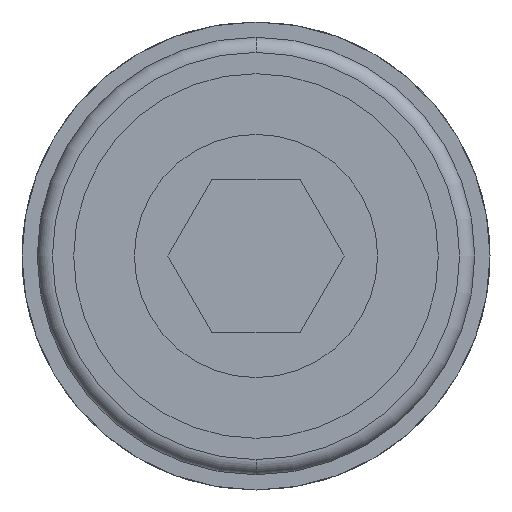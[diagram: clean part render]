
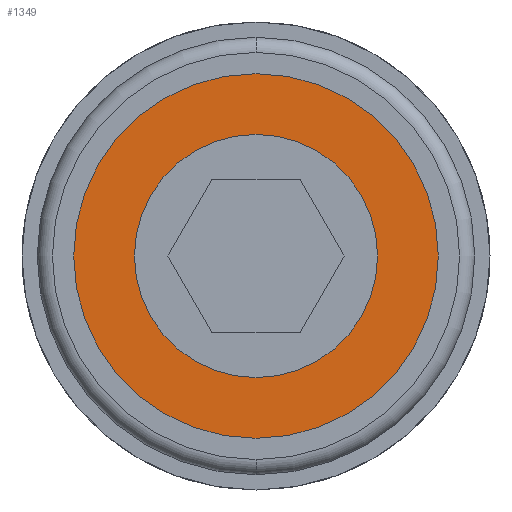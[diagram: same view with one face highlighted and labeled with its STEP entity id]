
A CAD part, front view. The second image highlights one B-rep face of the part: STEP entity #1349.
In plain terms, the highlighted planar face has unit normal (0, -1, 0).
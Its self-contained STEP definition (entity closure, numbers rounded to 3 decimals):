
#28 = CARTESIAN_POINT ( 'NONE',  ( 0., -45.5, 0. ) ) ;
#30 = CARTESIAN_POINT ( 'NONE',  ( 0., -45.5, -4. ) ) ;
#370 = CARTESIAN_POINT ( 'NONE',  ( 0., -45.5, 4. ) ) ;
#422 = AXIS2_PLACEMENT_3D ( 'NONE', #11276, #3954, #1326 ) ;
#506 = CARTESIAN_POINT ( 'NONE',  ( 0., -45.5, -6. ) ) ;
#510 = EDGE_LOOP ( 'NONE', ( #829, #9955 ) ) ;
#630 = CIRCLE ( 'NONE', #422, 4. ) ;
#672 = CIRCLE ( 'NONE', #9297, 4. ) ;
#829 = ORIENTED_EDGE ( 'NONE', *, *, #7052, .F. ) ;
#1326 = DIRECTION ( 'NONE',  ( 0., 0., 1. ) ) ;
#1349 = ADVANCED_FACE ( 'Defeature ausgef�hrt2_1', ( #5641, #3158 ), #6700, .F. ) ;
#1812 = EDGE_CURVE ( 'Defeature ausgef�hrt2_12+Defeature ausgef�hrt2_1+Defeature ausgef�hrt2_1+Defeature ausgef�hrt2_1', #11128, #4539, #9761, .T. ) ;
#2705 = VERTEX_POINT ( 'NONE', #370 ) ;
#2923 = CARTESIAN_POINT ( 'NONE',  ( 6., -45.5, 0. ) ) ;
#3151 = EDGE_CURVE ( 'Defeature ausgef�hrt2_12+Defeature ausgef�hrt2_1+Defeature ausgef�hrt2_1+Defeature ausgef�hrt2_1', #4539, #11128, #9780, .T. ) ;
#3158 = FACE_BOUND ( 'NONE', #510, .T. ) ;
#3608 = DIRECTION ( 'NONE',  ( 0., 0., 1. ) ) ;
#3863 = DIRECTION ( 'NONE',  ( 0., 1., 0. ) ) ;
#3954 = DIRECTION ( 'NONE',  ( 0., -1., 0. ) ) ;
#4539 = VERTEX_POINT ( 'NONE', #10242 ) ;
#4817 = CARTESIAN_POINT ( 'NONE',  ( 0., -45.5, 0. ) ) ;
#5218 = VERTEX_POINT ( 'NONE', #30 ) ;
#5330 = CARTESIAN_POINT ( 'NONE',  ( 0., -45.5, 0. ) ) ;
#5641 = FACE_OUTER_BOUND ( 'NONE', #7042, .T. ) ;
#5824 = AXIS2_PLACEMENT_3D ( 'NONE', #28, #8284, #3608 ) ;
#6576 = DIRECTION ( 'NONE',  ( 0., 0., 1. ) ) ;
#6700 = PLANE ( 'NONE',  #7514 ) ;
#7042 = EDGE_LOOP ( 'NONE', ( #8216, #11704 ) ) ;
#7052 = EDGE_CURVE ( 'Defeature ausgef�hrt2_11+Defeature ausgef�hrt2_1+Defeature ausgef�hrt2_1+Defeature ausgef�hrt2_1', #2705, #5218, #630, .T. ) ;
#7514 = AXIS2_PLACEMENT_3D ( 'NONE', #2923, #3863, #6576 ) ;
#8021 = DIRECTION ( 'NONE',  ( 0., 1., 0. ) ) ;
#8216 = ORIENTED_EDGE ( 'NONE', *, *, #3151, .F. ) ;
#8284 = DIRECTION ( 'NONE',  ( 0., 1., 0. ) ) ;
#8681 = DIRECTION ( 'NONE',  ( 0., -1., 0. ) ) ;
#9218 = AXIS2_PLACEMENT_3D ( 'NONE', #5330, #8021, #10676 ) ;
#9297 = AXIS2_PLACEMENT_3D ( 'NONE', #4817, #8681, #9577 ) ;
#9577 = DIRECTION ( 'NONE',  ( 0., 0., 1. ) ) ;
#9761 = CIRCLE ( 'NONE', #5824, 6. ) ;
#9780 = CIRCLE ( 'NONE', #9218, 6. ) ;
#9955 = ORIENTED_EDGE ( 'NONE', *, *, #11484, .F. ) ;
#10242 = CARTESIAN_POINT ( 'NONE',  ( 0., -45.5, 6. ) ) ;
#10676 = DIRECTION ( 'NONE',  ( 0., 0., 1. ) ) ;
#11128 = VERTEX_POINT ( 'NONE', #506 ) ;
#11276 = CARTESIAN_POINT ( 'NONE',  ( 0., -45.5, 0. ) ) ;
#11484 = EDGE_CURVE ( 'Defeature ausgef�hrt2_11+Defeature ausgef�hrt2_1+Defeature ausgef�hrt2_1+Defeature ausgef�hrt2_1', #5218, #2705, #672, .T. ) ;
#11704 = ORIENTED_EDGE ( 'NONE', *, *, #1812, .F. ) ;
